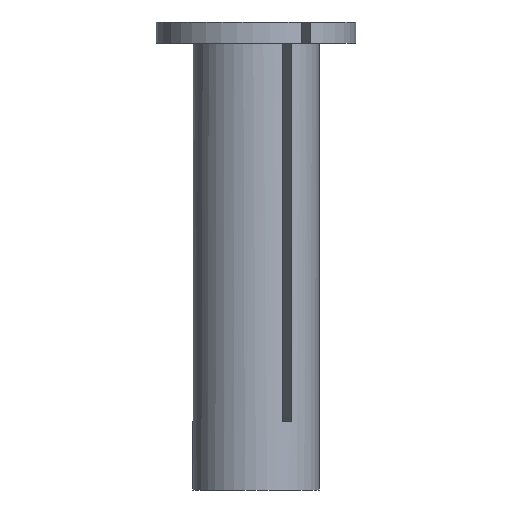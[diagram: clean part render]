
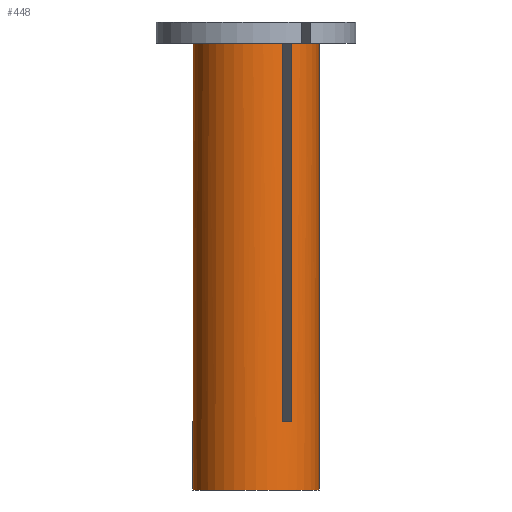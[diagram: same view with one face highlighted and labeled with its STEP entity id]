
A CAD part, front view. The second image highlights one B-rep face of the part: STEP entity #448.
In plain terms, the highlighted cylindrical face has radius 6 mm (diameter 12 mm), a partial arc.
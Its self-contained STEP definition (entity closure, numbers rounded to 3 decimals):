
#10 = EDGE_CURVE ( 'NONE', #155, #831, #589, .T. ) ;
#11 = DIRECTION ( 'NONE',  ( -1., 0., 0. ) ) ;
#38 = VERTEX_POINT ( 'NONE', #85 ) ;
#52 = CARTESIAN_POINT ( 'NONE',  ( 3.423, -4.928, 42.5 ) ) ;
#85 = CARTESIAN_POINT ( 'NONE',  ( -5.979, -0.5, 6.5 ) ) ;
#89 = CARTESIAN_POINT ( 'NONE',  ( -6., 0., -14.163 ) ) ;
#109 = VERTEX_POINT ( 'NONE', #750 ) ;
#126 = VECTOR ( 'NONE', #731, 1000. ) ;
#130 = VECTOR ( 'NONE', #811, 1000. ) ;
#134 = CIRCLE ( 'NONE', #1047, 6. ) ;
#136 = CARTESIAN_POINT ( 'NONE',  ( -6., 0., 0. ) ) ;
#155 = VERTEX_POINT ( 'NONE', #278 ) ;
#170 = AXIS2_PLACEMENT_3D ( 'NONE', #398, #1035, #11 ) ;
#173 = DIRECTION ( 'NONE',  ( -1., 0., 0. ) ) ;
#181 = EDGE_CURVE ( 'NONE', #840, #109, #878, .T. ) ;
#194 = DIRECTION ( 'NONE',  ( 0., 0., 1. ) ) ;
#206 = CARTESIAN_POINT ( 'NONE',  ( 0., 0., 42.5 ) ) ;
#207 = DIRECTION ( 'NONE',  ( 0., 0., -1. ) ) ;
#241 = LINE ( 'NONE', #890, #130 ) ;
#261 = CARTESIAN_POINT ( 'NONE',  ( 0., 0., 0. ) ) ;
#278 = CARTESIAN_POINT ( 'NONE',  ( -6., 0., 6.5 ) ) ;
#285 = ORIENTED_EDGE ( 'NONE', *, *, #823, .T. ) ;
#296 = CARTESIAN_POINT ( 'NONE',  ( 0., 0., -14.163 ) ) ;
#330 = DIRECTION ( 'NONE',  ( -1., 0., 0. ) ) ;
#333 = VERTEX_POINT ( 'NONE', #964 ) ;
#336 = DIRECTION ( 'NONE',  ( 0., 0., -1. ) ) ;
#341 = EDGE_LOOP ( 'NONE', ( #782, #895, #757, #402, #1052, #285, #754, #526, #668, #381 ) ) ;
#359 = CARTESIAN_POINT ( 'NONE',  ( 6., 0., -14.163 ) ) ;
#361 = VECTOR ( 'NONE', #514, 1000. ) ;
#378 = LINE ( 'NONE', #528, #1043 ) ;
#381 = ORIENTED_EDGE ( 'NONE', *, *, #633, .F. ) ;
#398 = CARTESIAN_POINT ( 'NONE',  ( 0., 0., 6.5 ) ) ;
#399 = EDGE_CURVE ( 'NONE', #333, #412, #378, .T. ) ;
#402 = ORIENTED_EDGE ( 'NONE', *, *, #559, .F. ) ;
#412 = VERTEX_POINT ( 'NONE', #611 ) ;
#438 = CARTESIAN_POINT ( 'NONE',  ( 0., 0., 42.5 ) ) ;
#448 = ADVANCED_FACE ( 'NONE', ( #596 ), #551, .T. ) ;
#457 = EDGE_CURVE ( 'NONE', #840, #841, #760, .T. ) ;
#458 = AXIS2_PLACEMENT_3D ( 'NONE', #438, #942, #940 ) ;
#462 = CIRCLE ( 'NONE', #858, 6. ) ;
#514 = DIRECTION ( 'NONE',  ( 0., 0., -1. ) ) ;
#517 = EDGE_CURVE ( 'NONE', #155, #38, #677, .T. ) ;
#526 = ORIENTED_EDGE ( 'NONE', *, *, #517, .F. ) ;
#528 = CARTESIAN_POINT ( 'NONE',  ( 2.557, -5.428, -14.163 ) ) ;
#530 = DIRECTION ( 'NONE',  ( -1., 0., 0. ) ) ;
#531 = DIRECTION ( 'NONE',  ( 0., 0., -1. ) ) ;
#551 = CYLINDRICAL_SURFACE ( 'NONE', #690, 6. ) ;
#555 = VERTEX_POINT ( 'NONE', #822 ) ;
#559 = EDGE_CURVE ( 'NONE', #412, #764, #462, .T. ) ;
#588 = CIRCLE ( 'NONE', #903, 6. ) ;
#589 = LINE ( 'NONE', #89, #126 ) ;
#596 = FACE_OUTER_BOUND ( 'NONE', #341, .T. ) ;
#611 = CARTESIAN_POINT ( 'NONE',  ( 2.557, -5.428, 6.5 ) ) ;
#615 = DIRECTION ( 'NONE',  ( -1., 0., 0. ) ) ;
#633 = EDGE_CURVE ( 'NONE', #109, #831, #134, .T. ) ;
#636 = VECTOR ( 'NONE', #194, 1000. ) ;
#668 = ORIENTED_EDGE ( 'NONE', *, *, #10, .T. ) ;
#677 = CIRCLE ( 'NONE', #170, 6. ) ;
#681 = CARTESIAN_POINT ( 'NONE',  ( 3.423, -4.928, 6.5 ) ) ;
#690 = AXIS2_PLACEMENT_3D ( 'NONE', #296, #207, #615 ) ;
#693 = CARTESIAN_POINT ( 'NONE',  ( 6., 0., 42.5 ) ) ;
#731 = DIRECTION ( 'NONE',  ( 0., 0., -1. ) ) ;
#735 = CARTESIAN_POINT ( 'NONE',  ( 0., 0., 6.5 ) ) ;
#748 = EDGE_CURVE ( 'NONE', #38, #555, #862, .T. ) ;
#750 = CARTESIAN_POINT ( 'NONE',  ( 6., 0., 0. ) ) ;
#754 = ORIENTED_EDGE ( 'NONE', *, *, #748, .F. ) ;
#757 = ORIENTED_EDGE ( 'NONE', *, *, #1020, .F. ) ;
#760 = CIRCLE ( 'NONE', #458, 6. ) ;
#764 = VERTEX_POINT ( 'NONE', #681 ) ;
#782 = ORIENTED_EDGE ( 'NONE', *, *, #181, .F. ) ;
#811 = DIRECTION ( 'NONE',  ( 0., 0., 1. ) ) ;
#822 = CARTESIAN_POINT ( 'NONE',  ( -5.979, -0.5, 42.5 ) ) ;
#823 = EDGE_CURVE ( 'NONE', #333, #555, #588, .T. ) ;
#831 = VERTEX_POINT ( 'NONE', #136 ) ;
#840 = VERTEX_POINT ( 'NONE', #693 ) ;
#841 = VERTEX_POINT ( 'NONE', #52 ) ;
#850 = CARTESIAN_POINT ( 'NONE',  ( -5.979, -0.5, -14.163 ) ) ;
#858 = AXIS2_PLACEMENT_3D ( 'NONE', #735, #1040, #330 ) ;
#862 = LINE ( 'NONE', #850, #636 ) ;
#878 = LINE ( 'NONE', #359, #361 ) ;
#890 = CARTESIAN_POINT ( 'NONE',  ( 3.423, -4.928, -14.163 ) ) ;
#895 = ORIENTED_EDGE ( 'NONE', *, *, #457, .T. ) ;
#903 = AXIS2_PLACEMENT_3D ( 'NONE', #206, #950, #530 ) ;
#940 = DIRECTION ( 'NONE',  ( -1., 0., 0. ) ) ;
#942 = DIRECTION ( 'NONE',  ( 0., 0., -1. ) ) ;
#950 = DIRECTION ( 'NONE',  ( 0., 0., -1. ) ) ;
#964 = CARTESIAN_POINT ( 'NONE',  ( 2.557, -5.428, 42.5 ) ) ;
#1020 = EDGE_CURVE ( 'NONE', #764, #841, #241, .T. ) ;
#1035 = DIRECTION ( 'NONE',  ( 0., 0., 1. ) ) ;
#1040 = DIRECTION ( 'NONE',  ( 0., 0., 1. ) ) ;
#1043 = VECTOR ( 'NONE', #531, 1000. ) ;
#1047 = AXIS2_PLACEMENT_3D ( 'NONE', #261, #336, #173 ) ;
#1052 = ORIENTED_EDGE ( 'NONE', *, *, #399, .F. ) ;
